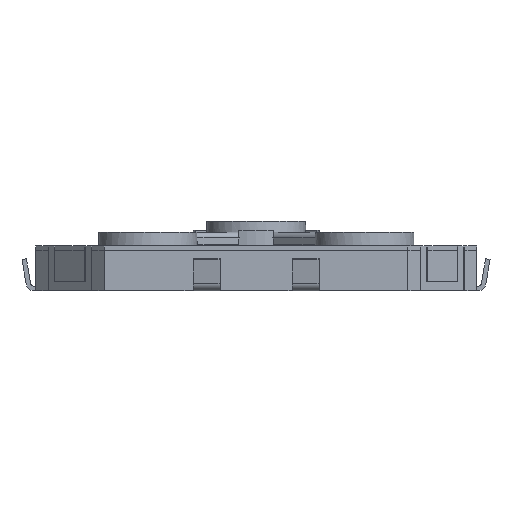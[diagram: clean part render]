
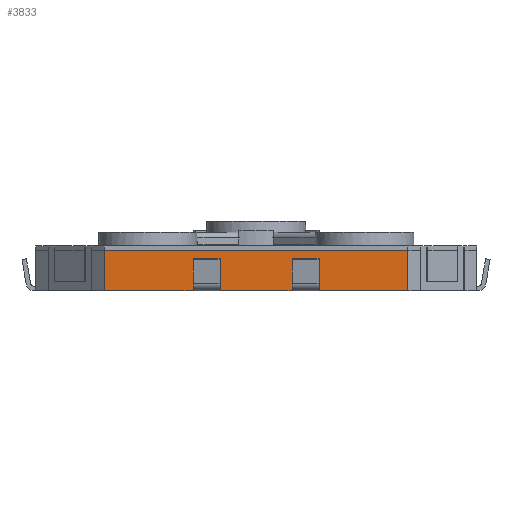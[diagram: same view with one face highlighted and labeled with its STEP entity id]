
A CAD part, left-side view. The second image highlights one B-rep face of the part: STEP entity #3833.
In plain terms, the highlighted planar face has unit normal (-1, 0, 0).
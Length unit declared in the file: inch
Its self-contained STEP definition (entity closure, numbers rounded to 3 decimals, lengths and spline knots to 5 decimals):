
#2717=CARTESIAN_POINT('',(-0.19291,0.05512,0.00394));
#2718=VERTEX_POINT('',#2717);
#2719=CARTESIAN_POINT('',(-0.19291,0.0315,0.00394));
#2720=VERTEX_POINT('',#2719);
#2721=CARTESIAN_POINT('',(-0.19291,0.05512,0.00394));
#2722=DIRECTION('',(0.0,-1.0,0.0));
#2723=VECTOR('',#2722,0.02362);
#2724=LINE('',#2721,#2723);
#2725=EDGE_CURVE('',#2718,#2720,#2724,.T.);
#2757=CARTESIAN_POINT('',(-0.19291,0.05512,0.00394));
#2758=VERTEX_POINT('',#2757);
#2759=CARTESIAN_POINT('',(-0.19291,0.05512,0.00394));
#2760=DIRECTION('',(0.0,0.0,1.0));
#2761=VECTOR('',#2760,0.);
#2762=LINE('',#2759,#2761);
#2763=EDGE_CURVE('',#2758,#2718,#2762,.T.);
#2765=CARTESIAN_POINT('',(-0.19291,0.05512,0.));
#2766=VERTEX_POINT('',#2765);
#2767=CARTESIAN_POINT('',(-0.19291,0.05512,0.));
#2768=DIRECTION('',(0.0,0.0,1.0));
#2769=VECTOR('',#2768,0.00394);
#2770=LINE('',#2767,#2769);
#2771=EDGE_CURVE('',#2766,#2758,#2770,.T.);
#2870=CARTESIAN_POINT('',(-0.19291,0.0315,0.));
#2871=VERTEX_POINT('',#2870);
#3023=CARTESIAN_POINT('',(-0.19291,0.0315,0.00394));
#3024=VERTEX_POINT('',#3023);
#3025=CARTESIAN_POINT('',(-0.19291,0.0315,0.00394));
#3026=DIRECTION('',(0.0,0.0,-1.0));
#3027=VECTOR('',#3026,0.);
#3028=LINE('',#3025,#3027);
#3029=EDGE_CURVE('',#2720,#3024,#3028,.T.);
#3038=CARTESIAN_POINT('',(-0.19291,0.0315,0.00394));
#3039=DIRECTION('',(0.0,0.0,-1.0));
#3040=VECTOR('',#3039,0.00394);
#3041=LINE('',#3038,#3040);
#3042=EDGE_CURVE('',#3024,#2871,#3041,.T.);
#3442=CARTESIAN_POINT('',(-0.19291,-0.0315,0.00394));
#3443=VERTEX_POINT('',#3442);
#3444=CARTESIAN_POINT('',(-0.19291,-0.0315,0.00394));
#3445=VERTEX_POINT('',#3444);
#3446=CARTESIAN_POINT('',(-0.19291,-0.0315,0.00394));
#3447=DIRECTION('',(0.0,0.0,1.0));
#3448=VECTOR('',#3447,0.);
#3449=LINE('',#3446,#3448);
#3450=EDGE_CURVE('',#3443,#3445,#3449,.T.);
#3452=CARTESIAN_POINT('',(-0.19291,-0.0315,0.));
#3453=VERTEX_POINT('',#3452);
#3454=CARTESIAN_POINT('',(-0.19291,-0.0315,0.));
#3455=DIRECTION('',(0.0,0.0,1.0));
#3456=VECTOR('',#3455,0.00394);
#3457=LINE('',#3454,#3456);
#3458=EDGE_CURVE('',#3453,#3443,#3457,.T.);
#3564=CARTESIAN_POINT('',(-0.19291,-0.05512,0.00394));
#3565=VERTEX_POINT('',#3564);
#3566=CARTESIAN_POINT('',(-0.19291,-0.0315,0.00394));
#3567=DIRECTION('',(0.0,-1.0,0.0));
#3568=VECTOR('',#3567,0.02362);
#3569=LINE('',#3566,#3568);
#3570=EDGE_CURVE('',#3445,#3565,#3569,.T.);
#3595=CARTESIAN_POINT('',(-0.19291,-0.05512,0.));
#3596=VERTEX_POINT('',#3595);
#3748=CARTESIAN_POINT('',(-0.19291,-0.05512,0.00394));
#3749=VERTEX_POINT('',#3748);
#3750=CARTESIAN_POINT('',(-0.19291,-0.05512,0.00394));
#3751=DIRECTION('',(0.0,0.0,-1.0));
#3752=VECTOR('',#3751,0.);
#3753=LINE('',#3750,#3752);
#3754=EDGE_CURVE('',#3565,#3749,#3753,.T.);
#3763=CARTESIAN_POINT('',(-0.19291,-0.05512,0.00394));
#3764=DIRECTION('',(0.0,0.0,-1.0));
#3765=VECTOR('',#3764,0.00394);
#3766=LINE('',#3763,#3765);
#3767=EDGE_CURVE('',#3749,#3596,#3766,.T.);
#3772=CARTESIAN_POINT('',(-0.19291,-0.1328,0.0));
#3773=DIRECTION('',(-1.0,0.0,0.0));
#3774=DIRECTION('',(0.0,0.0,1.0));
#3775=AXIS2_PLACEMENT_3D('',#3772,#3773,#3774);
#3776=PLANE('',#3775);
#3777=ORIENTED_EDGE('',*,*,#2771,.T.);
#3778=ORIENTED_EDGE('',*,*,#2763,.T.);
#3779=ORIENTED_EDGE('',*,*,#2725,.T.);
#3780=ORIENTED_EDGE('',*,*,#3029,.T.);
#3781=ORIENTED_EDGE('',*,*,#3042,.T.);
#3782=CARTESIAN_POINT('',(-0.19291,0.0315,0.0));
#3783=DIRECTION('',(0.0,-1.0,0.0));
#3784=VECTOR('',#3783,0.06299);
#3785=LINE('',#3782,#3784);
#3786=EDGE_CURVE('',#2871,#3453,#3785,.T.);
#3787=ORIENTED_EDGE('',*,*,#3786,.T.);
#3788=ORIENTED_EDGE('',*,*,#3458,.T.);
#3789=ORIENTED_EDGE('',*,*,#3450,.T.);
#3790=ORIENTED_EDGE('',*,*,#3570,.T.);
#3791=ORIENTED_EDGE('',*,*,#3754,.T.);
#3792=ORIENTED_EDGE('',*,*,#3767,.T.);
#3793=CARTESIAN_POINT('',(-0.19291,-0.1328,0.0));
#3794=VERTEX_POINT('',#3793);
#3795=CARTESIAN_POINT('',(-0.19291,-0.05512,0.0));
#3796=DIRECTION('',(0.0,-1.0,0.0));
#3797=VECTOR('',#3796,0.07768);
#3798=LINE('',#3795,#3797);
#3799=EDGE_CURVE('',#3596,#3794,#3798,.T.);
#3800=ORIENTED_EDGE('',*,*,#3799,.T.);
#3801=CARTESIAN_POINT('',(-0.19291,-0.1328,0.03543));
#3802=VERTEX_POINT('',#3801);
#3803=CARTESIAN_POINT('',(-0.19291,-0.1328,0.0));
#3804=DIRECTION('',(0.0,0.0,1.0));
#3805=VECTOR('',#3804,0.03543);
#3806=LINE('',#3803,#3805);
#3807=EDGE_CURVE('',#3794,#3802,#3806,.T.);
#3808=ORIENTED_EDGE('',*,*,#3807,.T.);
#3809=CARTESIAN_POINT('',(-0.19291,0.1328,0.03543));
#3810=VERTEX_POINT('',#3809);
#3811=CARTESIAN_POINT('',(-0.19291,-0.1328,0.03543));
#3812=DIRECTION('',(0.0,1.0,0.0));
#3813=VECTOR('',#3812,0.2656);
#3814=LINE('',#3811,#3813);
#3815=EDGE_CURVE('',#3802,#3810,#3814,.T.);
#3816=ORIENTED_EDGE('',*,*,#3815,.T.);
#3817=CARTESIAN_POINT('',(-0.19291,0.1328,0.0));
#3818=VERTEX_POINT('',#3817);
#3819=CARTESIAN_POINT('',(-0.19291,0.1328,0.0));
#3820=DIRECTION('',(0.0,0.0,1.0));
#3821=VECTOR('',#3820,0.03543);
#3822=LINE('',#3819,#3821);
#3823=EDGE_CURVE('',#3818,#3810,#3822,.T.);
#3824=ORIENTED_EDGE('',*,*,#3823,.F.);
#3825=CARTESIAN_POINT('',(-0.19291,0.1328,0.0));
#3826=DIRECTION('',(0.0,-1.0,0.0));
#3827=VECTOR('',#3826,0.07768);
#3828=LINE('',#3825,#3827);
#3829=EDGE_CURVE('',#3818,#2766,#3828,.T.);
#3830=ORIENTED_EDGE('',*,*,#3829,.T.);
#3831=EDGE_LOOP('',(#3777,#3778,#3779,#3780,#3781,#3787,#3788,#3789,#3790,#3791,#3792,#3800,#3808,#3816,#3824,#3830));
#3832=FACE_OUTER_BOUND('',#3831,.T.);
#3833=ADVANCED_FACE('',(#3832),#3776,.T.);
